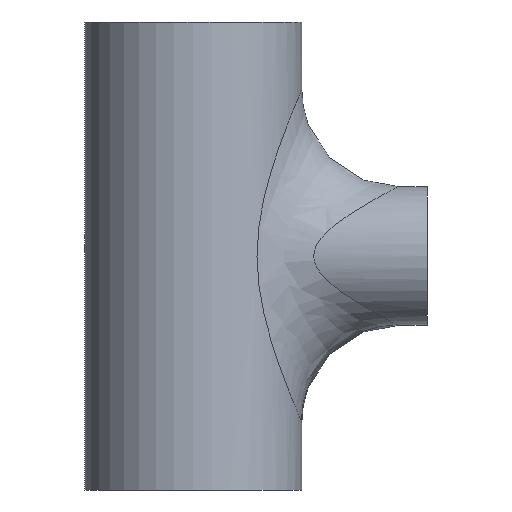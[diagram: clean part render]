
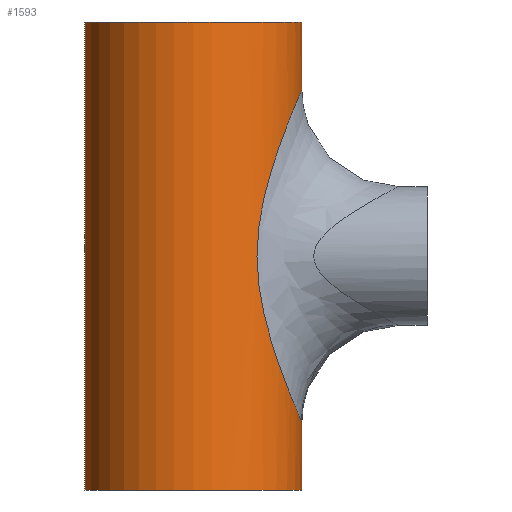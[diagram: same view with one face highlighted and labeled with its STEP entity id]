
A CAD part, front view. The second image highlights one B-rep face of the part: STEP entity #1593.
In plain terms, the highlighted cylindrical face has radius 13.45 mm (diameter 26.9 mm), a partial arc.
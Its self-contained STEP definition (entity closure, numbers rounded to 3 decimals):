
#55 = ORIENTED_EDGE ( 'NONE', *, *, #1278, .T. ) ;
#76 = CARTESIAN_POINT ( 'NONE',  ( 10.537, -8.377, -13.214 ) ) ;
#86 = CARTESIAN_POINT ( 'NONE',  ( 13.45, 0., 29. ) ) ;
#102 = CARTESIAN_POINT ( 'NONE',  ( 9.222, -9.793, 9.017 ) ) ;
#108 = DIRECTION ( 'NONE',  ( 1., 0., 0. ) ) ;
#117 = CARTESIAN_POINT ( 'NONE',  ( 0., 0., -29. ) ) ;
#194 = ORIENTED_EDGE ( 'NONE', *, *, #1725, .F. ) ;
#208 = CYLINDRICAL_SURFACE ( 'NONE', #1290, 13.45 ) ;
#218 = CARTESIAN_POINT ( 'NONE',  ( 8.031, -10.791, 2.928 ) ) ;
#226 = CARTESIAN_POINT ( 'NONE',  ( 9.765, -9.252, -10.873 ) ) ;
#234 = CARTESIAN_POINT ( 'NONE',  ( 9.786, -9.236, 10.963 ) ) ;
#242 = CARTESIAN_POINT ( 'NONE',  ( 13.316, -1.913, -20.285 ) ) ;
#251 = CARTESIAN_POINT ( 'NONE',  ( 13.45, 0., -20.6 ) ) ;
#278 = LINE ( 'NONE', #1069, #1405 ) ;
#318 = VERTEX_POINT ( 'NONE', #251 ) ;
#342 = CARTESIAN_POINT ( 'NONE',  ( 9.335, -9.685, -9.423 ) ) ;
#351 = CARTESIAN_POINT ( 'NONE',  ( 10.219, -8.757, -12.292 ) ) ;
#359 = CARTESIAN_POINT ( 'NONE',  ( 13.212, -2.564, 20.04 ) ) ;
#367 = CARTESIAN_POINT ( 'NONE',  ( 9.618, -9.404, -10.394 ) ) ;
#378 = VERTEX_POINT ( 'NONE', #1707 ) ;
#381 = DIRECTION ( 'NONE',  ( 0., 0., -1. ) ) ;
#389 = VECTOR ( 'NONE', #381, 1000. ) ;
#450 = ORIENTED_EDGE ( 'NONE', *, *, #1334, .F. ) ;
#454 = CARTESIAN_POINT ( 'NONE',  ( 13.418, -1.058, 20.526 ) ) ;
#473 = CARTESIAN_POINT ( 'NONE',  ( 8.502, -10.426, 6.024 ) ) ;
#489 = CARTESIAN_POINT ( 'NONE',  ( 11.702, -6.658, 16.35 ) ) ;
#496 = CARTESIAN_POINT ( 'NONE',  ( 12.594, -4.74, -18.563 ) ) ;
#500 = B_SPLINE_CURVE_WITH_KNOTS ( 'NONE', 3,
 ( #1270, #242, #1151, #1567, #1700, #740, #1424, #496, #600, #884, #1295, #867, #1286, #1158, #772, #76, #351, #226, #367, #342, #609, #1279, #892, #1007, #1136, #1440, #1683, #1302, #1022, #1552, #218, #1674, #473, #1143, #998, #102, #1431, #234, #617, #1691, #764, #489, #1015, #504, #1560, #1543, #1404, #359, #1654, #454, #857, #729 ),
 .UNSPECIFIED., .F., .F.,
 ( 4, 2, 2, 2, 2, 2, 2, 2, 2, 2, 2, 2, 2, 2, 2, 2, 2, 2, 2, 2, 2, 2, 2, 2, 2, 4 ),
 ( 0.054, 0.055, 0.055, 0.057, 0.059, 0.06, 0.062, 0.063, 0.066, 0.068, 0.07, 0.073, 0.076, 0.077, 0.079, 0.082, 0.085, 0.087, 0.088, 0.092, 0.095, 0.098, 0.099, 0.101, 0.103, 0.104 ),
 .UNSPECIFIED. ) ;
#504 = CARTESIAN_POINT ( 'NONE',  ( 12.469, -5.056, 18.259 ) ) ;
#506 = CARTESIAN_POINT ( 'NONE',  ( 13.406, -1.116, -20.498 ) ) ;
#514 = CARTESIAN_POINT ( 'NONE',  ( 13.441, -0.563, -20.579 ) ) ;
#518 = CARTESIAN_POINT ( 'NONE',  ( 13.45, 0., 29. ) ) ;
#524 = DIRECTION ( 'NONE',  ( 1., 0., 0. ) ) ;
#552 = CIRCLE ( 'NONE', #1538, 13.45 ) ;
#588 = ORIENTED_EDGE ( 'NONE', *, *, #964, .T. ) ;
#600 = CARTESIAN_POINT ( 'NONE',  ( 12.448, -5.108, -18.207 ) ) ;
#609 = CARTESIAN_POINT ( 'NONE',  ( 9.198, -9.815, -8.931 ) ) ;
#617 = CARTESIAN_POINT ( 'NONE',  ( 10.092, -8.906, 11.907 ) ) ;
#702 = CARTESIAN_POINT ( 'NONE',  ( 13.45, 0., -29. ) ) ;
#716 = VERTEX_POINT ( 'NONE', #1199 ) ;
#729 = CARTESIAN_POINT ( 'NONE',  ( 13.45, 0., 20.6 ) ) ;
#734 = CIRCLE ( 'NONE', #1318, 13.45 ) ;
#740 = CARTESIAN_POINT ( 'NONE',  ( 12.985, -3.535, -19.504 ) ) ;
#748 = DIRECTION ( 'NONE',  ( 0., 0., -1. ) ) ;
#764 = CARTESIAN_POINT ( 'NONE',  ( 11.049, -7.694, 14.632 ) ) ;
#772 = CARTESIAN_POINT ( 'NONE',  ( 11.024, -7.711, -14.555 ) ) ;
#774 = CARTESIAN_POINT ( 'NONE',  ( 13.45, 0., -20.6 ) ) ;
#795 = DIRECTION ( 'NONE',  ( 0., 0., -1. ) ) ;
#829 = CARTESIAN_POINT ( 'NONE',  ( 13.45, -0.281, -20.6 ) ) ;
#857 = CARTESIAN_POINT ( 'NONE',  ( 13.45, -0.53, 20.6 ) ) ;
#867 = CARTESIAN_POINT ( 'NONE',  ( 11.674, -6.688, -16.269 ) ) ;
#884 = CARTESIAN_POINT ( 'NONE',  ( 12.147, -5.788, -17.464 ) ) ;
#892 = CARTESIAN_POINT ( 'NONE',  ( 8.585, -10.356, -6.44 ) ) ;
#910 = CARTESIAN_POINT ( 'NONE',  ( 13.45, 0., 29. ) ) ;
#930 = LINE ( 'NONE', #518, #389 ) ;
#964 = EDGE_CURVE ( 'NONE', #318, #1712, #1417, .T. ) ;
#998 = CARTESIAN_POINT ( 'NONE',  ( 8.963, -10.03, 8.028 ) ) ;
#1007 = CARTESIAN_POINT ( 'NONE',  ( 8.217, -10.651, -4.395 ) ) ;
#1015 = CARTESIAN_POINT ( 'NONE',  ( 12.022, -6.076, 17.157 ) ) ;
#1022 = CARTESIAN_POINT ( 'NONE',  ( 7.895, -10.889, 0.311 ) ) ;
#1029 = FACE_OUTER_BOUND ( 'NONE', #1719, .T. ) ;
#1041 = CARTESIAN_POINT ( 'NONE',  ( 0., 0., 29. ) ) ;
#1069 = CARTESIAN_POINT ( 'NONE',  ( -13.45, 0., 29. ) ) ;
#1136 = CARTESIAN_POINT ( 'NONE',  ( 8.076, -10.756, -3.354 ) ) ;
#1139 = VERTEX_POINT ( 'NONE', #1438 ) ;
#1143 = CARTESIAN_POINT ( 'NONE',  ( 8.841, -10.137, 7.53 ) ) ;
#1145 = EDGE_CURVE ( 'NONE', #716, #1510, #552, .T. ) ;
#1151 = CARTESIAN_POINT ( 'NONE',  ( 13.277, -2.161, -20.195 ) ) ;
#1158 = CARTESIAN_POINT ( 'NONE',  ( 11.188, -7.472, -14.997 ) ) ;
#1180 = EDGE_CURVE ( 'NONE', #318, #1510, #930, .T. ) ;
#1199 = CARTESIAN_POINT ( 'NONE',  ( -13.45, 0., -29. ) ) ;
#1212 = CARTESIAN_POINT ( 'NONE',  ( 13.381, -1.391, -20.438 ) ) ;
#1270 = CARTESIAN_POINT ( 'NONE',  ( 13.347, -1.659, -20.359 ) ) ;
#1278 = EDGE_CURVE ( 'NONE', #378, #716, #278, .T. ) ;
#1279 = CARTESIAN_POINT ( 'NONE',  ( 8.812, -10.167, -7.445 ) ) ;
#1286 = CARTESIAN_POINT ( 'NONE',  ( 11.513, -6.96, -15.853 ) ) ;
#1290 = AXIS2_PLACEMENT_3D ( 'NONE', #1708, #748, #1574 ) ;
#1295 = CARTESIAN_POINT ( 'NONE',  ( 11.991, -6.101, -17.075 ) ) ;
#1302 = CARTESIAN_POINT ( 'NONE',  ( 7.894, -10.89, -0.216 ) ) ;
#1318 = AXIS2_PLACEMENT_3D ( 'NONE', #1041, #1453, #524 ) ;
#1334 = EDGE_CURVE ( 'NONE', #1650, #1139, #1583, .T. ) ;
#1392 = ORIENTED_EDGE ( 'NONE', *, *, #1145, .T. ) ;
#1404 = CARTESIAN_POINT ( 'NONE',  ( 13.003, -3.471, 19.545 ) ) ;
#1405 = VECTOR ( 'NONE', #795, 1000. ) ;
#1417 = B_SPLINE_CURVE_WITH_KNOTS ( 'NONE', 3,
 ( #774, #829, #514, #506, #1212, #1584 ),
 .UNSPECIFIED., .F., .F.,
 ( 4, 2, 4 ),
 ( 0.052, 0.053, 0.054 ),
 .UNSPECIFIED. ) ;
#1424 = CARTESIAN_POINT ( 'NONE',  ( 12.863, -3.952, -19.212 ) ) ;
#1431 = CARTESIAN_POINT ( 'NONE',  ( 9.359, -9.662, 9.508 ) ) ;
#1438 = CARTESIAN_POINT ( 'NONE',  ( 13.45, 0., 20.6 ) ) ;
#1440 = CARTESIAN_POINT ( 'NONE',  ( 7.95, -10.849, -1.789 ) ) ;
#1443 = ORIENTED_EDGE ( 'NONE', *, *, #1180, .F. ) ;
#1451 = DIRECTION ( 'NONE',  ( 0., 0., -1. ) ) ;
#1453 = DIRECTION ( 'NONE',  ( 0., 0., 1. ) ) ;
#1510 = VERTEX_POINT ( 'NONE', #702 ) ;
#1538 = AXIS2_PLACEMENT_3D ( 'NONE', #117, #1722, #108 ) ;
#1543 = CARTESIAN_POINT ( 'NONE',  ( 12.881, -3.894, 19.255 ) ) ;
#1552 = CARTESIAN_POINT ( 'NONE',  ( 7.941, -10.855, 1.885 ) ) ;
#1560 = CARTESIAN_POINT ( 'NONE',  ( 12.612, -4.691, 18.607 ) ) ;
#1567 = CARTESIAN_POINT ( 'NONE',  ( 13.191, -2.637, -19.992 ) ) ;
#1574 = DIRECTION ( 'NONE',  ( -1., 0., 0. ) ) ;
#1583 = LINE ( 'NONE', #910, #1665 ) ;
#1584 = CARTESIAN_POINT ( 'NONE',  ( 13.347, -1.659, -20.359 ) ) ;
#1593 = ADVANCED_FACE ( 'NONE', ( #1029 ), #208, .T. ) ;
#1650 = VERTEX_POINT ( 'NONE', #86 ) ;
#1654 = CARTESIAN_POINT ( 'NONE',  ( 13.299, -2.076, 20.245 ) ) ;
#1656 = EDGE_CURVE ( 'NONE', #1712, #1139, #500, .T. ) ;
#1665 = VECTOR ( 'NONE', #1451, 1000. ) ;
#1669 = ORIENTED_EDGE ( 'NONE', *, *, #1656, .T. ) ;
#1674 = CARTESIAN_POINT ( 'NONE',  ( 8.312, -10.576, 5.002 ) ) ;
#1683 = CARTESIAN_POINT ( 'NONE',  ( 7.922, -10.87, -1.266 ) ) ;
#1691 = CARTESIAN_POINT ( 'NONE',  ( 10.723, -8.134, 13.741 ) ) ;
#1700 = CARTESIAN_POINT ( 'NONE',  ( 13.143, -2.867, -19.878 ) ) ;
#1707 = CARTESIAN_POINT ( 'NONE',  ( -13.45, 0., 29. ) ) ;
#1708 = CARTESIAN_POINT ( 'NONE',  ( 0., 0., 29. ) ) ;
#1712 = VERTEX_POINT ( 'NONE', #1720 ) ;
#1719 = EDGE_LOOP ( 'NONE', ( #450, #194, #55, #1392, #1443, #588, #1669 ) ) ;
#1720 = CARTESIAN_POINT ( 'NONE',  ( 13.347, -1.659, -20.359 ) ) ;
#1722 = DIRECTION ( 'NONE',  ( 0., 0., 1. ) ) ;
#1725 = EDGE_CURVE ( 'NONE', #378, #1650, #734, .T. ) ;
